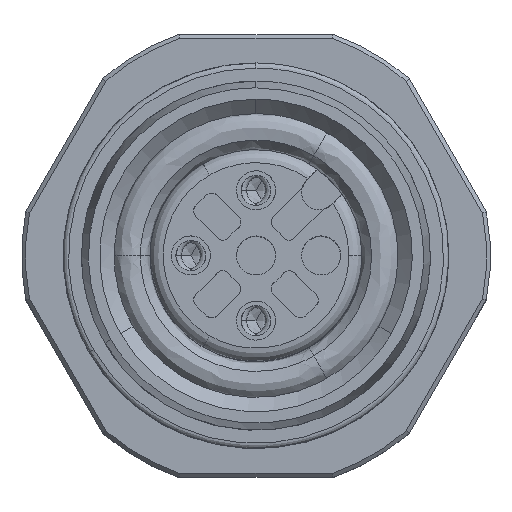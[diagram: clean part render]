
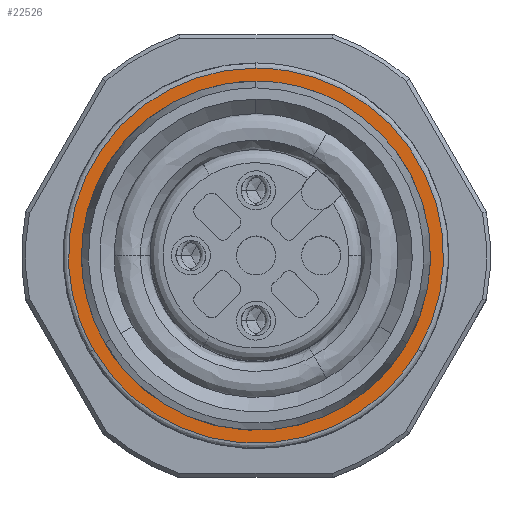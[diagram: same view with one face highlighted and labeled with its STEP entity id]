
A CAD part, top view. The second image highlights one B-rep face of the part: STEP entity #22526.
In plain terms, the highlighted planar face has unit normal (0, 0, 1).
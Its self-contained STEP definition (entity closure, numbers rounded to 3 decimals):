
#22457=AXIS2_PLACEMENT_3D('Plane Axis2P3D',#22454,#22455,#22456) ;
#22306=CARTESIAN_POINT('Vertex',(15.236,4.9,34.4)) ;
#22313=CARTESIAN_POINT('Vertex',(9.,15.7,34.4)) ;
#22317=CARTESIAN_POINT('Control Point',(15.236,4.9,34.4)) ;
#22318=CARTESIAN_POINT('Control Point',(21.471,15.7,34.4)) ;
#22319=CARTESIAN_POINT('Control Point',(9.,15.7,34.4)) ;
#22339=CARTESIAN_POINT('Control Point',(2.765,4.9,34.4)) ;
#22340=CARTESIAN_POINT('Control Point',(9.,-5.9,34.4)) ;
#22341=CARTESIAN_POINT('Control Point',(15.236,4.9,34.4)) ;
#22342=CARTESIAN_POINT('Vertex',(2.765,4.9,34.4)) ;
#22368=CARTESIAN_POINT('Control Point',(9.,15.7,34.4)) ;
#22369=CARTESIAN_POINT('Control Point',(-3.471,15.7,34.4)) ;
#22370=CARTESIAN_POINT('Control Point',(2.765,4.9,34.4)) ;
#22454=CARTESIAN_POINT('Axis2P3D Location',(1.08,0.58,34.4)) ;
#22465=CARTESIAN_POINT('Control Point',(9.,15.2,34.4)) ;
#22466=CARTESIAN_POINT('Control Point',(9.677,15.2,34.4)) ;
#22467=CARTESIAN_POINT('Control Point',(10.392,15.115,34.4)) ;
#22468=CARTESIAN_POINT('Control Point',(11.129,14.924,34.4)) ;
#22469=CARTESIAN_POINT('Control Point',(12.632,14.282,34.4)) ;
#22470=CARTESIAN_POINT('Control Point',(13.942,13.155,34.4)) ;
#22471=CARTESIAN_POINT('Control Point',(14.523,12.453,34.4)) ;
#22472=CARTESIAN_POINT('Control Point',(15.44,10.844,34.4)) ;
#22473=CARTESIAN_POINT('Control Point',(15.771,9.057,34.4)) ;
#22474=CARTESIAN_POINT('Control Point',(15.776,8.152,34.4)) ;
#22475=CARTESIAN_POINT('Control Point',(15.59,6.971,34.4)) ;
#22476=CARTESIAN_POINT('Control Point',(15.201,5.935,34.4)) ;
#22477=CARTESIAN_POINT('Control Point',(15.079,5.659,34.4)) ;
#22478=CARTESIAN_POINT('Control Point',(14.946,5.398,34.4)) ;
#22479=CARTESIAN_POINT('Control Point',(14.803,5.15,34.4)) ;
#22480=CARTESIAN_POINT('Vertex',(9.,15.2,34.4)) ;
#22482=CARTESIAN_POINT('Vertex',(14.803,5.15,34.4)) ;
#22486=CARTESIAN_POINT('Control Point',(14.803,5.15,34.4)) ;
#22487=CARTESIAN_POINT('Control Point',(14.464,4.564,34.4)) ;
#22488=CARTESIAN_POINT('Control Point',(14.033,3.987,34.4)) ;
#22489=CARTESIAN_POINT('Control Point',(13.499,3.444,34.4)) ;
#22490=CARTESIAN_POINT('Control Point',(12.192,2.463,34.4)) ;
#22491=CARTESIAN_POINT('Control Point',(10.561,1.893,34.4)) ;
#22492=CARTESIAN_POINT('Control Point',(9.662,1.74,34.4)) ;
#22493=CARTESIAN_POINT('Control Point',(7.811,1.751,34.4)) ;
#22494=CARTESIAN_POINT('Control Point',(6.097,2.358,34.4)) ;
#22495=CARTESIAN_POINT('Control Point',(5.311,2.806,34.4)) ;
#22496=CARTESIAN_POINT('Control Point',(4.381,3.558,34.4)) ;
#22497=CARTESIAN_POINT('Control Point',(3.678,4.413,34.4)) ;
#22498=CARTESIAN_POINT('Control Point',(3.501,4.656,34.4)) ;
#22499=CARTESIAN_POINT('Control Point',(3.341,4.902,34.4)) ;
#22500=CARTESIAN_POINT('Control Point',(3.198,5.15,34.4)) ;
#22501=CARTESIAN_POINT('Vertex',(3.198,5.15,34.4)) ;
#22505=CARTESIAN_POINT('Control Point',(3.198,5.15,34.4)) ;
#22506=CARTESIAN_POINT('Control Point',(2.86,5.736,34.4)) ;
#22507=CARTESIAN_POINT('Control Point',(2.576,6.398,34.4)) ;
#22508=CARTESIAN_POINT('Control Point',(2.372,7.132,34.4)) ;
#22509=CARTESIAN_POINT('Control Point',(2.177,8.754,34.4)) ;
#22510=CARTESIAN_POINT('Control Point',(2.498,10.452,34.4)) ;
#22511=CARTESIAN_POINT('Control Point',(2.815,11.307,34.4)) ;
#22512=CARTESIAN_POINT('Control Point',(3.751,12.905,34.4)) ;
#22513=CARTESIAN_POINT('Control Point',(5.133,14.085,34.4)) ;
#22514=CARTESIAN_POINT('Control Point',(5.913,14.542,34.4)) ;
#22515=CARTESIAN_POINT('Control Point',(7.03,14.972,34.4)) ;
#22516=CARTESIAN_POINT('Control Point',(8.121,15.153,34.4)) ;
#22517=CARTESIAN_POINT('Control Point',(8.421,15.185,34.4)) ;
#22518=CARTESIAN_POINT('Control Point',(8.714,15.2,34.4)) ;
#22519=CARTESIAN_POINT('Control Point',(9.,15.2,34.4)) ;
#22455=DIRECTION('Axis2P3D Direction',(0.,0.,1.)) ;
#22456=DIRECTION('Axis2P3D XDirection',(1.,0.,0.)) ;
#22460=ORIENTED_EDGE('',*,*,#22371,.T.) ;
#22461=ORIENTED_EDGE('',*,*,#22344,.T.) ;
#22462=ORIENTED_EDGE('',*,*,#22320,.T.) ;
#22522=ORIENTED_EDGE('',*,*,#22484,.T.) ;
#22523=ORIENTED_EDGE('',*,*,#22503,.T.) ;
#22524=ORIENTED_EDGE('',*,*,#22520,.T.) ;
#22525=FACE_BOUND('',#22521,.T.) ;
#22526=ADVANCED_FACE('5001402.1\\instance id 10\\instance id 13\\R2',(#22463,#22525),#22458,.T.) ;
#22464=B_SPLINE_CURVE_WITH_KNOTS('',5,(#22465,#22466,#22467,#22468,#22469,#22470,#22471,#22472,#22473,#22474,#22475,#22476,#22477,#22478,#22479),.UNSPECIFIED.,.F.,.U.,(6,3,3,3,6),(0.,7.561,15.617,23.951,27.149),.UNSPECIFIED.) ;
#22485=B_SPLINE_CURVE_WITH_KNOTS('',5,(#22486,#22487,#22488,#22489,#22490,#22491,#22492,#22493,#22494,#22495,#22496,#22497,#22498,#22499,#22500),.UNSPECIFIED.,.F.,.U.,(6,3,3,3,6),(0.,7.561,15.617,23.951,27.149),.UNSPECIFIED.) ;
#22504=B_SPLINE_CURVE_WITH_KNOTS('',5,(#22505,#22506,#22507,#22508,#22509,#22510,#22511,#22512,#22513,#22514,#22515,#22516,#22517,#22518,#22519),.UNSPECIFIED.,.F.,.U.,(6,3,3,3,6),(0.,7.561,15.617,23.951,27.149),.UNSPECIFIED.) ;
#22320=EDGE_CURVE('',#22307,#22314,#22316,.T.) ;
#22344=EDGE_CURVE('',#22343,#22307,#22338,.T.) ;
#22371=EDGE_CURVE('',#22314,#22343,#22367,.T.) ;
#22484=EDGE_CURVE('',#22481,#22483,#22464,.T.) ;
#22503=EDGE_CURVE('',#22483,#22502,#22485,.T.) ;
#22520=EDGE_CURVE('',#22502,#22481,#22504,.T.) ;
#22459=EDGE_LOOP('',(#22460,#22461,#22462)) ;
#22521=EDGE_LOOP('',(#22522,#22523,#22524)) ;
#22463=FACE_OUTER_BOUND('',#22459,.T.) ;
#22458=PLANE('',#22457) ;
#22307=VERTEX_POINT('',#22306) ;
#22314=VERTEX_POINT('',#22313) ;
#22343=VERTEX_POINT('',#22342) ;
#22481=VERTEX_POINT('',#22480) ;
#22483=VERTEX_POINT('',#22482) ;
#22502=VERTEX_POINT('',#22501) ;
#22316=(BOUNDED_CURVE()B_SPLINE_CURVE(2,(#22317,#22318,#22319),.UNSPECIFIED.,.F.,.U.)B_SPLINE_CURVE_WITH_KNOTS((3,3),(50.807,76.21),.UNSPECIFIED.)CURVE()GEOMETRIC_REPRESENTATION_ITEM()RATIONAL_B_SPLINE_CURVE((1.,0.5,1.))REPRESENTATION_ITEM('')) ;
#22338=(BOUNDED_CURVE()B_SPLINE_CURVE(2,(#22339,#22340,#22341),.UNSPECIFIED.,.F.,.U.)B_SPLINE_CURVE_WITH_KNOTS((3,3),(25.403,50.807),.UNSPECIFIED.)CURVE()GEOMETRIC_REPRESENTATION_ITEM()RATIONAL_B_SPLINE_CURVE((1.,0.5,1.))REPRESENTATION_ITEM('')) ;
#22367=(BOUNDED_CURVE()B_SPLINE_CURVE(2,(#22368,#22369,#22370),.UNSPECIFIED.,.F.,.U.)B_SPLINE_CURVE_WITH_KNOTS((3,3),(0.,25.403),.UNSPECIFIED.)CURVE()GEOMETRIC_REPRESENTATION_ITEM()RATIONAL_B_SPLINE_CURVE((1.,0.5,1.))REPRESENTATION_ITEM('')) ;
